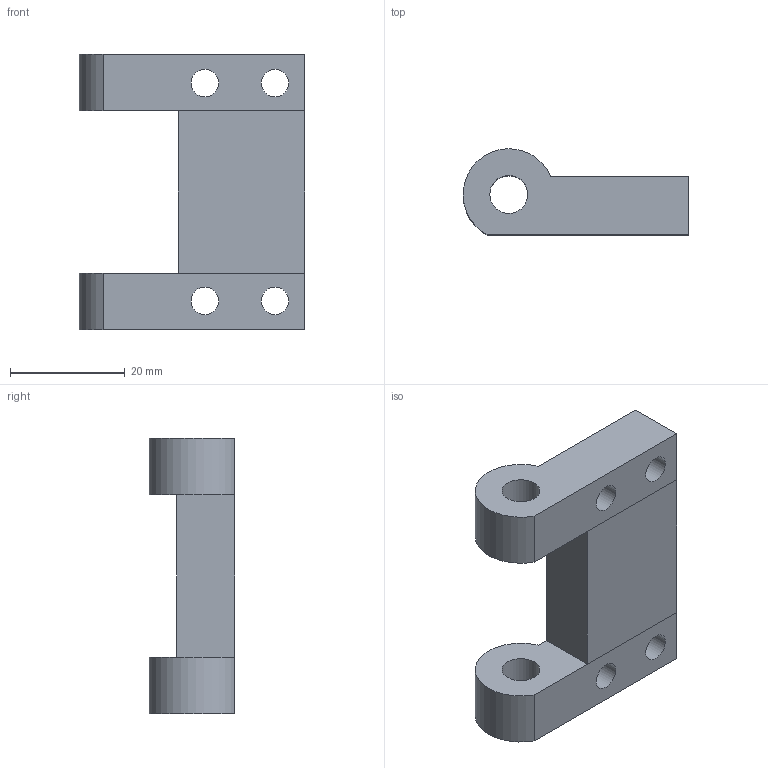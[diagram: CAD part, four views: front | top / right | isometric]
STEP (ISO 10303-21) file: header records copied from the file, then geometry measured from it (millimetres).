
FILE_DESCRIPTION(('FreeCAD Model'),'2;1');
FILE_NAME('spool-arm-bracket_black_v1.0.step', '2016-11-08T14:38:20',('Author'),(''), 'Open CASCADE STEP processor 6.8','FreeCAD','Unknown');
FILE_SCHEMA(('AUTOMOTIVE_DESIGN_CC2 { 1 2 10303 214 -1 1 5 4 }'));
Length unit declared in the file: millimetre
Products named in the file (2): ASSEMBLY; Pocket
Assembly tree (1 placements, depth 2):
  ASSEMBLY
    Pocket
Bounding box: 39.27 x 14.95 x 47.9 mm (x, y, z)
Volume: 13490.5 mm3; surface area: 5813.7 mm2
Topology: 1 solids, 1 shells, 22 faces, 52 edges, 32 vertices
Faces by surface type: plane 14, cylinder 8
Full cylindrical faces by diameter (mm): 4.8 x4, 6.6 x2
Entity records: 1397 total; most frequent: CARTESIAN_POINT 272, DIRECTION 210, LINE 124, VECTOR 124, ORIENTED_EDGE 104, PCURVE 104, DEFINITIONAL_REPRESENTATION 104, EDGE_CURVE 52
